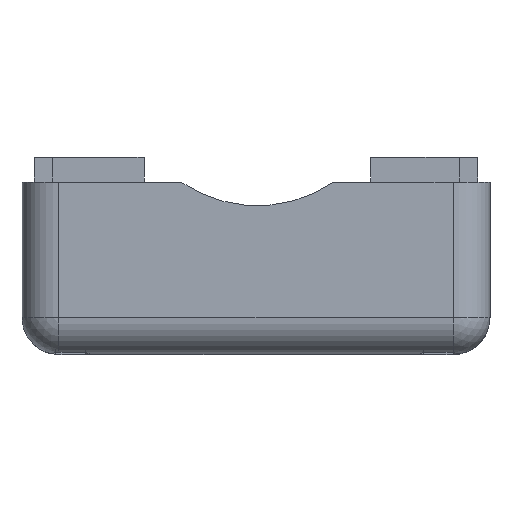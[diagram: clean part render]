
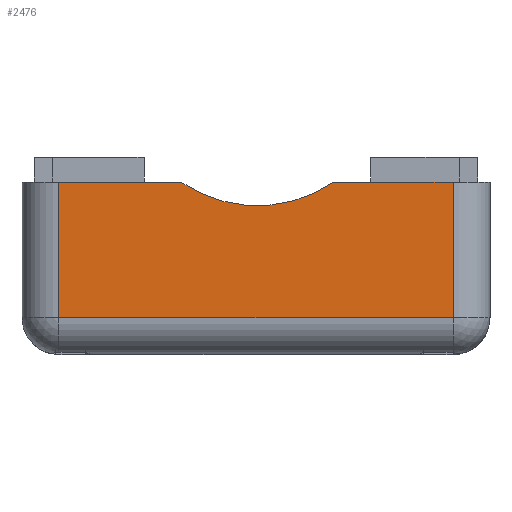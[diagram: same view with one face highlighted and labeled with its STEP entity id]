
A CAD part, front view. The second image highlights one B-rep face of the part: STEP entity #2476.
In plain terms, the highlighted planar face has unit normal (0, -1, 0).
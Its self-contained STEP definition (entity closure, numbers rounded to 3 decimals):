
#112=CIRCLE('',#2672,11.);
#176=FACE_OUTER_BOUND('',#314,.T.);
#314=EDGE_LOOP('',(#1957,#1958,#1959,#1960,#1961,#1962));
#490=LINE('',#3759,#783);
#507=LINE('',#3802,#800);
#548=LINE('',#3892,#841);
#565=LINE('',#3924,#858);
#566=LINE('',#3927,#859);
#783=VECTOR('',#3031,10.);
#800=VECTOR('',#3068,10.);
#841=VECTOR('',#3131,10.);
#858=VECTOR('',#3162,10.);
#859=VECTOR('',#3167,10.);
#1088=VERTEX_POINT('',#3756);
#1089=VERTEX_POINT('',#3758);
#1104=VERTEX_POINT('',#3799);
#1105=VERTEX_POINT('',#3801);
#1142=VERTEX_POINT('',#3889);
#1143=VERTEX_POINT('',#3891);
#1359=EDGE_CURVE('',#1088,#1089,#490,.T.);
#1382=EDGE_CURVE('',#1104,#1105,#507,.T.);
#1429=EDGE_CURVE('',#1142,#1143,#548,.T.);
#1448=EDGE_CURVE('',#1089,#1142,#565,.T.);
#1449=EDGE_CURVE('',#1105,#1088,#566,.T.);
#1450=EDGE_CURVE('',#1104,#1143,#112,.T.);
#1957=ORIENTED_EDGE('',*,*,#1448,.F.);
#1958=ORIENTED_EDGE('',*,*,#1359,.F.);
#1959=ORIENTED_EDGE('',*,*,#1449,.F.);
#1960=ORIENTED_EDGE('',*,*,#1382,.F.);
#1961=ORIENTED_EDGE('',*,*,#1450,.T.);
#1962=ORIENTED_EDGE('',*,*,#1429,.F.);
#2356=PLANE('',#2671);
#2476=ADVANCED_FACE('',(#176),#2356,.T.);
#2671=AXIS2_PLACEMENT_3D('',#3926,#3165,#3166);
#2672=AXIS2_PLACEMENT_3D('',#3928,#3168,#3169);
#3031=DIRECTION('',(-1.,0.,0.));
#3068=DIRECTION('',(1.,0.,0.));
#3131=DIRECTION('',(1.,0.,0.));
#3162=DIRECTION('',(0.,0.,1.));
#3165=DIRECTION('center_axis',(0.,-1.,0.));
#3166=DIRECTION('ref_axis',(1.,0.,0.));
#3167=DIRECTION('',(0.,0.,-1.));
#3168=DIRECTION('center_axis',(0.,1.,0.));
#3169=DIRECTION('ref_axis',(0.,0.,-1.));
#3756=CARTESIAN_POINT('',(16.,-52.5,-6.));
#3758=CARTESIAN_POINT('',(-16.,-52.5,-6.));
#3759=CARTESIAN_POINT('',(-12.5,-52.5,-6.));
#3799=CARTESIAN_POINT('',(6.31,-52.5,5.));
#3801=CARTESIAN_POINT('',(16.,-52.5,5.));
#3802=CARTESIAN_POINT('',(-12.5,-52.5,5.));
#3889=CARTESIAN_POINT('',(-16.,-52.5,5.));
#3891=CARTESIAN_POINT('',(-6.093,-52.5,5.));
#3892=CARTESIAN_POINT('',(-12.5,-52.5,5.));
#3924=CARTESIAN_POINT('',(-16.,-52.5,7.5));
#3926=CARTESIAN_POINT('Origin',(-25.,-52.5,0.));
#3927=CARTESIAN_POINT('',(16.,-52.5,0.));
#3928=CARTESIAN_POINT('Origin',(0.109,-52.5,14.085));
